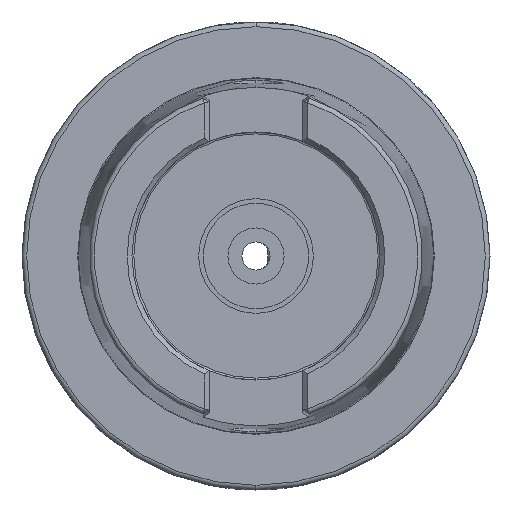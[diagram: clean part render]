
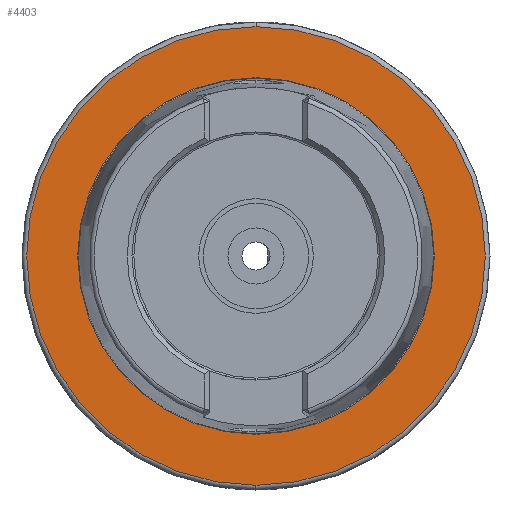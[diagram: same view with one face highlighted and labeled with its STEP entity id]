
A CAD part, left-side view. The second image highlights one B-rep face of the part: STEP entity #4403.
In plain terms, the highlighted planar face has unit normal (-1, 0, 0).
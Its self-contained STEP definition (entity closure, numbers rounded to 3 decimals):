
#246 = DIRECTION ( 'NONE',  ( 0., 0., 1. ) ) ;
#251 = DIRECTION ( 'NONE',  ( -1., 0., 0. ) ) ;
#268 = CARTESIAN_POINT ( 'NONE',  ( 50., 0., 0. ) ) ;
#276 = ORIENTED_EDGE ( 'NONE', *, *, #1077, .T. ) ;
#646 = AXIS2_PLACEMENT_3D ( 'NONE', #2351, #2338, #2331 ) ;
#901 = EDGE_CURVE ( 'NONE', #4170, #1376, #3628, .T. ) ;
#1077 = EDGE_CURVE ( 'NONE', #4409, #4584, #4126, .T. ) ;
#1197 = AXIS2_PLACEMENT_3D ( 'NONE', #268, #251, #246 ) ;
#1376 = VERTEX_POINT ( 'NONE', #4385 ) ;
#1414 = FACE_OUTER_BOUND ( 'NONE', #4160, .T. ) ;
#1422 = EDGE_CURVE ( 'NONE', #1376, #4170, #1517, .T. ) ;
#1517 = CIRCLE ( 'NONE', #3046, 38.106 ) ;
#1672 = EDGE_LOOP ( 'NONE', ( #2751, #2045 ) ) ;
#1802 = CARTESIAN_POINT ( 'NONE',  ( 50., 0., -38.106 ) ) ;
#2045 = ORIENTED_EDGE ( 'NONE', *, *, #901, .F. ) ;
#2059 = CIRCLE ( 'NONE', #646, 49. ) ;
#2099 = CARTESIAN_POINT ( 'NONE',  ( 50., 0., -49. ) ) ;
#2226 = FACE_BOUND ( 'NONE', #1672, .T. ) ;
#2331 = DIRECTION ( 'NONE',  ( 0., 0., 1. ) ) ;
#2338 = DIRECTION ( 'NONE',  ( -1., 0., 0. ) ) ;
#2351 = CARTESIAN_POINT ( 'NONE',  ( 50., 0., 0. ) ) ;
#2664 = AXIS2_PLACEMENT_3D ( 'NONE', #3555, #3472, #3165 ) ;
#2751 = ORIENTED_EDGE ( 'NONE', *, *, #1422, .F. ) ;
#2951 = AXIS2_PLACEMENT_3D ( 'NONE', #4455, #4431, #4420 ) ;
#3046 = AXIS2_PLACEMENT_3D ( 'NONE', #4226, #4219, #4215 ) ;
#3165 = DIRECTION ( 'NONE',  ( 0., 0., 1. ) ) ;
#3472 = DIRECTION ( 'NONE',  ( -1., 0., 0. ) ) ;
#3555 = CARTESIAN_POINT ( 'NONE',  ( 50., 0., 0. ) ) ;
#3628 = CIRCLE ( 'NONE', #1197, 38.106 ) ;
#3962 = ORIENTED_EDGE ( 'NONE', *, *, #4492, .T. ) ;
#4126 = CIRCLE ( 'NONE', #2664, 49. ) ;
#4160 = EDGE_LOOP ( 'NONE', ( #276, #3962 ) ) ;
#4170 = VERTEX_POINT ( 'NONE', #1802 ) ;
#4215 = DIRECTION ( 'NONE',  ( 0., 0., 1. ) ) ;
#4219 = DIRECTION ( 'NONE',  ( -1., 0., 0. ) ) ;
#4226 = CARTESIAN_POINT ( 'NONE',  ( 50., 0., 0. ) ) ;
#4385 = CARTESIAN_POINT ( 'NONE',  ( 50., 0., 38.106 ) ) ;
#4403 = ADVANCED_FACE ( 'NONE', ( #2226, #1414 ), #4464, .F. ) ;
#4409 = VERTEX_POINT ( 'NONE', #4495 ) ;
#4420 = DIRECTION ( 'NONE',  ( 0., 0., -1. ) ) ;
#4431 = DIRECTION ( 'NONE',  ( 1., 0., 0. ) ) ;
#4455 = CARTESIAN_POINT ( 'NONE',  ( 50., 38.106, 0. ) ) ;
#4464 = PLANE ( 'NONE',  #2951 ) ;
#4492 = EDGE_CURVE ( 'NONE', #4584, #4409, #2059, .T. ) ;
#4495 = CARTESIAN_POINT ( 'NONE',  ( 50., 0., 49. ) ) ;
#4584 = VERTEX_POINT ( 'NONE', #2099 ) ;
